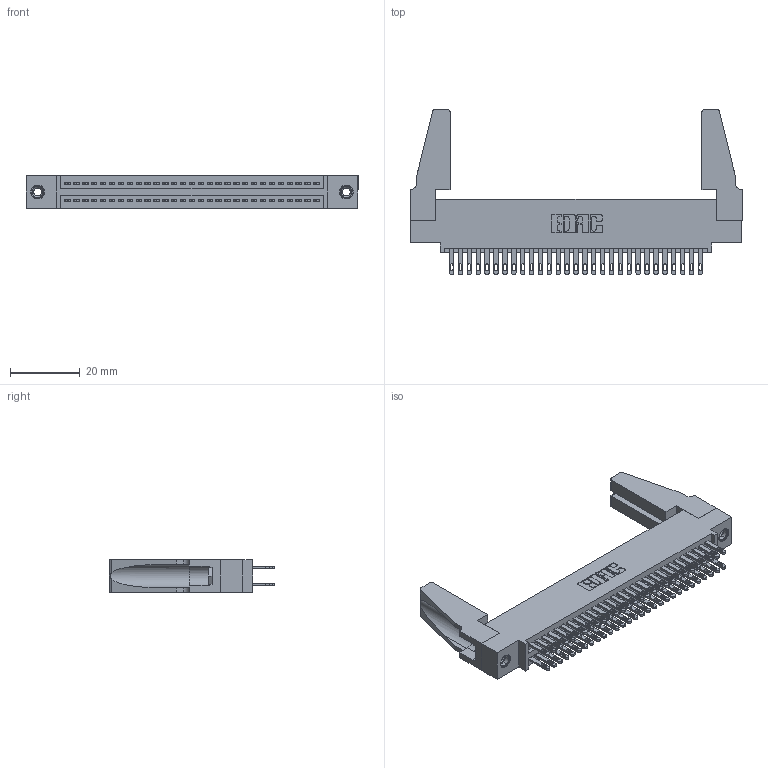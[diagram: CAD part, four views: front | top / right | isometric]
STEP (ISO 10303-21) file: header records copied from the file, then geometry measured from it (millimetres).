
FILE_DESCRIPTION (( 'STEP AP203' ), '1' );
FILE_NAME ('345-058-500-588.STEP', '2019-10-30T04:16:35', ( '' ), ( '' ), 'SwSTEP 2.0', 'SolidWorks 2016', '' );
FILE_SCHEMA (( 'CONFIG_CONTROL_DESIGN' ));
Length unit declared in the file: inch
Products named in the file (5): 345-220-078_345-220-088; 345-250-001_345-250-001-102; 345 Part_0.110 Offset - 0.156 Dia-TH; 345-292-001_345-293-100; 345-058-500-588
Assembly tree (63 placements, depth 2):
  345-058-500-588
    345 Part_0.110 Offset - 0.156 Dia-TH
    345-292-001_345-293-100  x58
    345-250-001_345-250-001-102  x2
    345-220-078_345-220-088  x2
Bounding box: 94.89 x 47.17 x 9.4 mm (x, y, z)
Volume: 12453.8 mm3; surface area: 17155.9 mm2
Topology: 63 solids, 63 shells, 2922 faces, 8845 edges, 5886 vertices
Faces by surface type: plane 1722, cylinder 1184, cone 12, torus 4
Entity records: 26714 total; most frequent: CARTESIAN_POINT 4486, ORIENTED_EDGE 4380, DIRECTION 3978, EDGE_CURVE 2190, VECTOR 1896, LINE 1896, VERTEX_POINT 1454, AXIS2_PLACEMENT_3D 1041
